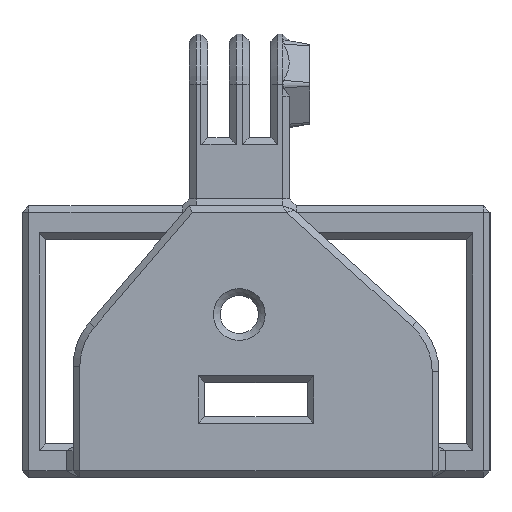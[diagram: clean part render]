
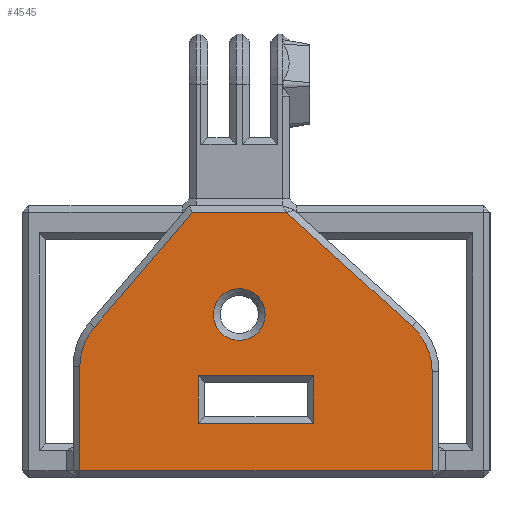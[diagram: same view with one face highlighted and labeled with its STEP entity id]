
A CAD part, left-side view. The second image highlights one B-rep face of the part: STEP entity #4545.
In plain terms, the highlighted planar face has unit normal (-1, 0, 0).
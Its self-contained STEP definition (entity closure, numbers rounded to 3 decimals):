
#58=FACE_BOUND('',#842,.T.);
#59=FACE_BOUND('',#843,.T.);
#155=PLANE('',#4932);
#366=CIRCLE('',#4930,3.8);
#368=CIRCLE('',#4933,9.);
#369=CIRCLE('',#4934,9.);
#567=FACE_OUTER_BOUND('',#841,.T.);
#841=EDGE_LOOP('',(#3650,#3651,#3652,#3653,#3654,#3655,#3656,#3657));
#842=EDGE_LOOP('',(#3658,#3659,#3660,#3661));
#843=EDGE_LOOP('',(#3662));
#1205=LINE('',#7371,#1679);
#1206=LINE('',#7375,#1680);
#1207=LINE('',#7377,#1681);
#1208=LINE('',#7379,#1682);
#1209=LINE('',#7383,#1683);
#1210=LINE('',#7384,#1684);
#1211=LINE('',#7387,#1685);
#1212=LINE('',#7389,#1686);
#1213=LINE('',#7391,#1687);
#1214=LINE('',#7392,#1688);
#1679=VECTOR('',#5742,10.);
#1680=VECTOR('',#5745,10.);
#1681=VECTOR('',#5746,10.);
#1682=VECTOR('',#5747,10.);
#1683=VECTOR('',#5750,10.);
#1684=VECTOR('',#5751,10.);
#1685=VECTOR('',#5752,10.);
#1686=VECTOR('',#5753,10.);
#1687=VECTOR('',#5754,10.);
#1688=VECTOR('',#5755,10.);
#2249=VERTEX_POINT('',#7363);
#2251=VERTEX_POINT('',#7369);
#2252=VERTEX_POINT('',#7370);
#2253=VERTEX_POINT('',#7372);
#2254=VERTEX_POINT('',#7374);
#2255=VERTEX_POINT('',#7376);
#2256=VERTEX_POINT('',#7378);
#2257=VERTEX_POINT('',#7380);
#2258=VERTEX_POINT('',#7382);
#2259=VERTEX_POINT('',#7385);
#2260=VERTEX_POINT('',#7386);
#2261=VERTEX_POINT('',#7388);
#2262=VERTEX_POINT('',#7390);
#2752=EDGE_CURVE('',#2249,#2249,#366,.T.);
#2755=EDGE_CURVE('',#2251,#2252,#1205,.T.);
#2756=EDGE_CURVE('',#2253,#2251,#368,.T.);
#2757=EDGE_CURVE('',#2254,#2253,#1206,.T.);
#2758=EDGE_CURVE('',#2255,#2254,#1207,.T.);
#2759=EDGE_CURVE('',#2256,#2255,#1208,.T.);
#2760=EDGE_CURVE('',#2257,#2256,#369,.T.);
#2761=EDGE_CURVE('',#2258,#2257,#1209,.T.);
#2762=EDGE_CURVE('',#2252,#2258,#1210,.T.);
#2763=EDGE_CURVE('',#2259,#2260,#1211,.T.);
#2764=EDGE_CURVE('',#2261,#2259,#1212,.T.);
#2765=EDGE_CURVE('',#2262,#2261,#1213,.T.);
#2766=EDGE_CURVE('',#2260,#2262,#1214,.T.);
#3650=ORIENTED_EDGE('',*,*,#2755,.F.);
#3651=ORIENTED_EDGE('',*,*,#2756,.F.);
#3652=ORIENTED_EDGE('',*,*,#2757,.F.);
#3653=ORIENTED_EDGE('',*,*,#2758,.F.);
#3654=ORIENTED_EDGE('',*,*,#2759,.F.);
#3655=ORIENTED_EDGE('',*,*,#2760,.F.);
#3656=ORIENTED_EDGE('',*,*,#2761,.F.);
#3657=ORIENTED_EDGE('',*,*,#2762,.F.);
#3658=ORIENTED_EDGE('',*,*,#2763,.F.);
#3659=ORIENTED_EDGE('',*,*,#2764,.F.);
#3660=ORIENTED_EDGE('',*,*,#2765,.F.);
#3661=ORIENTED_EDGE('',*,*,#2766,.F.);
#3662=ORIENTED_EDGE('',*,*,#2752,.F.);
#4545=ADVANCED_FACE('',(#567,#58,#59),#155,.T.);
#4930=AXIS2_PLACEMENT_3D('',#7364,#5735,#5736);
#4932=AXIS2_PLACEMENT_3D('',#7368,#5740,#5741);
#4933=AXIS2_PLACEMENT_3D('',#7373,#5743,#5744);
#4934=AXIS2_PLACEMENT_3D('',#7381,#5748,#5749);
#5735=DIRECTION('center_axis',(-1.,0.,0.));
#5736=DIRECTION('ref_axis',(0.,-1.,0.));
#5740=DIRECTION('center_axis',(-1.,0.,0.));
#5741=DIRECTION('ref_axis',(0.,-1.,0.));
#5742=DIRECTION('',(0.,0.,-1.));
#5743=DIRECTION('center_axis',(1.,0.,0.));
#5744=DIRECTION('ref_axis',(0.,-0.915,0.405));
#5745=DIRECTION('',(0.,-0.74,-0.673));
#5746=DIRECTION('',(0.,-1.,0.));
#5747=DIRECTION('',(0.,-0.65,0.76));
#5748=DIRECTION('center_axis',(1.,0.,0.));
#5749=DIRECTION('ref_axis',(0.,0.938,0.346));
#5750=DIRECTION('',(0.,0.,1.));
#5751=DIRECTION('',(0.,1.,0.));
#5752=DIRECTION('',(0.,0.,-1.));
#5753=DIRECTION('',(0.,1.,0.));
#5754=DIRECTION('',(0.,0.,1.));
#5755=DIRECTION('',(0.,-1.,0.));
#7363=CARTESIAN_POINT('',(-54.442,8.661,11.17));
#7364=CARTESIAN_POINT('Origin',(-54.442,4.861,11.17));
#7368=CARTESIAN_POINT('Origin',(-54.442,29.311,-12.83));
#7369=CARTESIAN_POINT('',(-54.442,-23.489,2.746));
#7370=CARTESIAN_POINT('',(-54.442,-23.489,-11.83));
#7371=CARTESIAN_POINT('',(-54.442,-23.489,-12.83));
#7372=CARTESIAN_POINT('',(-54.442,-20.543,9.406));
#7373=CARTESIAN_POINT('Origin',(-54.442,-14.489,2.746));
#7374=CARTESIAN_POINT('',(-54.442,-2.103,26.17));
#7375=CARTESIAN_POINT('',(-54.442,-14.066,15.294));
#7376=CARTESIAN_POINT('',(-54.442,11.75,26.17));
#7377=CARTESIAN_POINT('',(-54.442,15.861,26.17));
#7378=CARTESIAN_POINT('',(-54.442,26.151,9.326));
#7379=CARTESIAN_POINT('',(-54.442,24.94,10.743));
#7380=CARTESIAN_POINT('',(-54.442,28.311,3.478));
#7381=CARTESIAN_POINT('Origin',(-54.442,19.311,3.478));
#7382=CARTESIAN_POINT('',(-54.442,28.311,-11.83));
#7383=CARTESIAN_POINT('',(-54.442,28.311,-12.83));
#7384=CARTESIAN_POINT('',(-54.442,15.861,-11.83));
#7385=CARTESIAN_POINT('',(-54.442,10.911,2.17));
#7386=CARTESIAN_POINT('',(-54.442,10.911,-4.83));
#7387=CARTESIAN_POINT('',(-54.442,10.911,-8.33));
#7388=CARTESIAN_POINT('',(-54.442,-6.089,2.17));
#7389=CARTESIAN_POINT('',(-54.442,19.611,2.17));
#7390=CARTESIAN_POINT('',(-54.442,-6.089,-4.83));
#7391=CARTESIAN_POINT('',(-54.442,-6.089,-5.83));
#7392=CARTESIAN_POINT('',(-54.442,12.111,-4.83));
